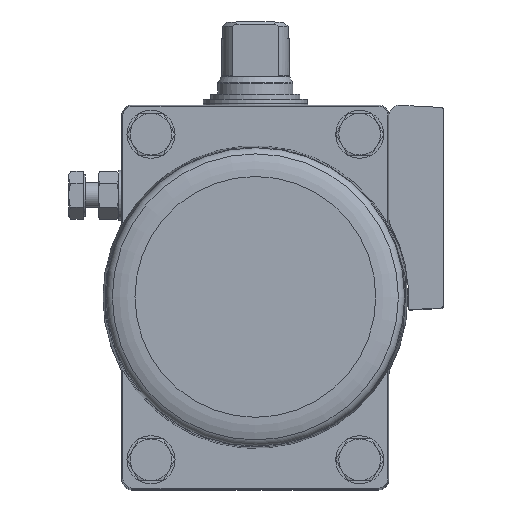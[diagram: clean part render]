
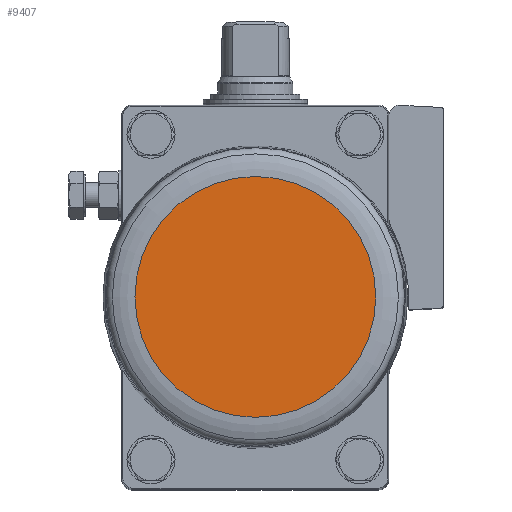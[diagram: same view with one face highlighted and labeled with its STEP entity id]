
A CAD part, top view. The second image highlights one B-rep face of the part: STEP entity #9407.
In plain terms, the highlighted planar face has unit normal (0, 0, 1).
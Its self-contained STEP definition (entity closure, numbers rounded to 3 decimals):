
#3405=ORIENTED_EDGE('',*,*,#5229,.T.);
#5229=EDGE_CURVE('',#6283,#6283,#6871,.T.);
#6283=VERTEX_POINT('',#15651);
#6871=CIRCLE('',#10353,28.85);
#7561=EDGE_LOOP('',(#3405));
#8385=FACE_BOUND('',#7561,.T.);
#8906=PLANE('',#10354);
#9407=ADVANCED_FACE('',(#8385),#8906,.F.);
#10353=AXIS2_PLACEMENT_3D('',#15650,#12495,#12496);
#10354=AXIS2_PLACEMENT_3D('',#15652,#12497,#12498);
#12495=DIRECTION('',(0.,0.,1.));
#12496=DIRECTION('',(1.,0.,0.));
#12497=DIRECTION('',(0.,0.,-1.));
#12498=DIRECTION('',(-1.,0.,0.));
#15650=CARTESIAN_POINT('',(0.,0.,85.2));
#15651=CARTESIAN_POINT('',(28.85,0.,85.2));
#15652=CARTESIAN_POINT('',(28.85,0.,85.2));
